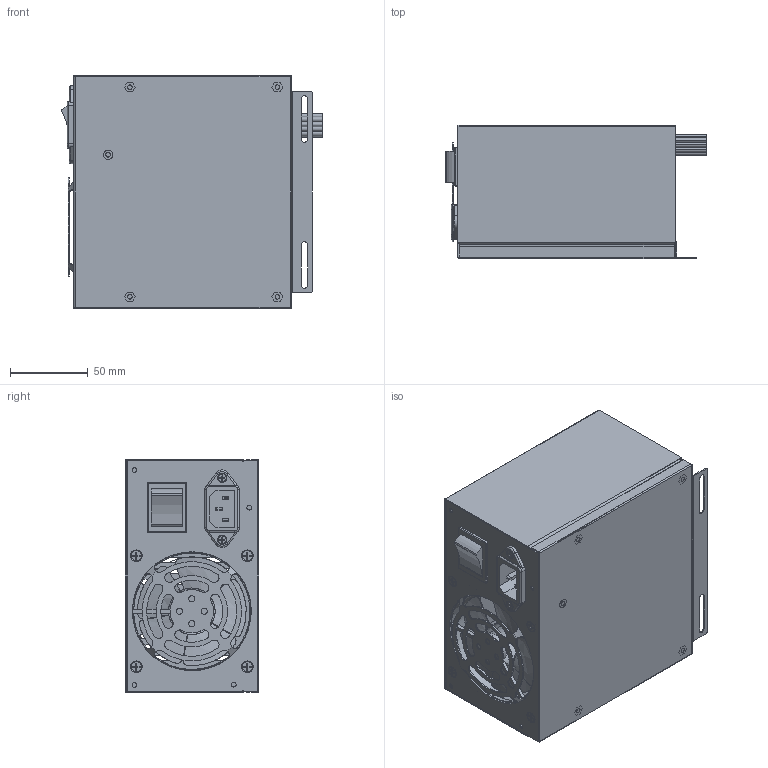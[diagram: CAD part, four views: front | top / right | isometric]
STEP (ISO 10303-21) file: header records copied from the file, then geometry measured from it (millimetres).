
FILE_DESCRIPTION((''),'2;1');
FILE_NAME('MPM-842P-F_ASM','2017-09-01T',('Abe'),(''),'PRO/ENGINEER BY PARAMETRIC TECHNOLOGY CORPORATION, 2011080','PRO/ENGINEER BY PARAMETRIC TECHNOLOGY CORPORATION, 2011080','');
FILE_SCHEMA(('CONFIG_CONTROL_DESIGN'));
Length unit declared in the file: millimetre
Products named in the file (15): 831-8422; NUT5_8MM; GROUND_NUT_15MM; 831-8422_ASM; 831-8421; 704-608R; 702-3010; 790-1136; 790-1134; 730-0812-AF_BOBY; 730-0812-AF_PLANE; 790-11AA; OUTPUT_WIRE; 831-8422_PART; MPM-842P-F_ASM
Assembly tree (24 placements, depth 3):
  MPM-842P-F_ASM
    831-8422_ASM
      831-8422
      NUT5_8MM  x4
      GROUND_NUT_15MM
    831-8421
    704-608R
    702-3010
    790-1136  x2
    790-1134  x4
    730-0812-AF_BOBY
    730-0812-AF_PLANE
    790-11AA  x4
    OUTPUT_WIRE
    831-8422_PART
Bounding box: 168 x 85.8 x 150 mm (x, y, z)
Volume: 151374.7 mm3; surface area: 237842.3 mm2
Topology: 38 solids, 39 shells, 1044 faces, 2592 edges, 1649 vertices
Faces by surface type: plane 588, cylinder 319, bspline 67, cone 60, torus 6, sphere 4
Entity records: 29761 total; most frequent: CARTESIAN_POINT 8252, DIRECTION 4392, ORIENTED_EDGE 4332, EDGE_CURVE 2168, AXIS2_PLACEMENT_3D 1518, VERTEX_POINT 1373, VECTOR 1356, LINE 1356
